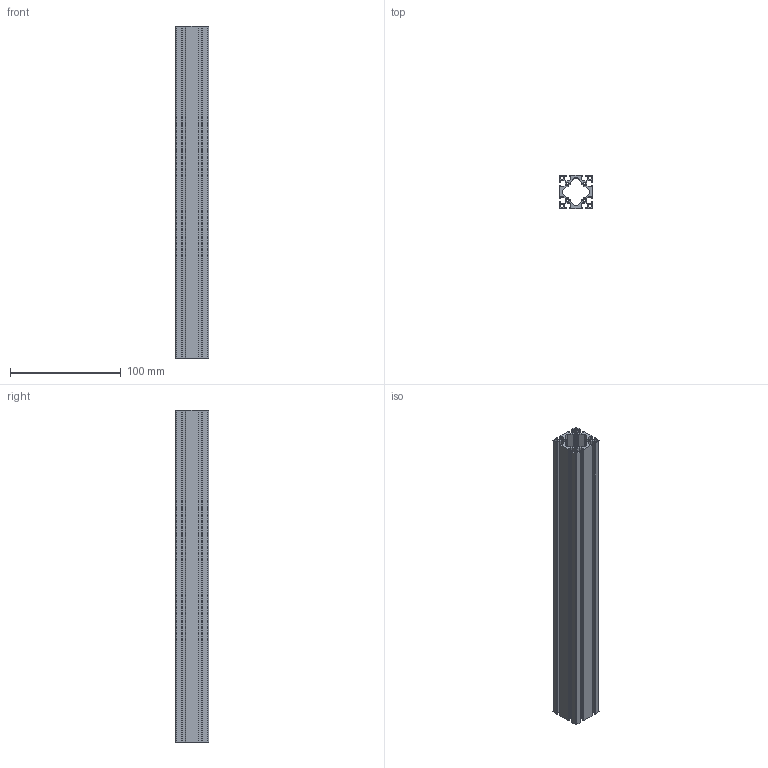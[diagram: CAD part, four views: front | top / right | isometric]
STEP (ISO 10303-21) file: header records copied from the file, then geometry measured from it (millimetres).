
FILE_DESCRIPTION(/* description */ (''),/* implementation_level */ '2;1');
FILE_NAME(/* name */ 'LDO_153030.step',/* time_stamp */ '2025-06-12T18:28:00-04:00',/* author */ (''),/* organization */ (''),/* preprocessor_version */ 'ST-DEVELOPER v20.1',/* originating_system */ 'Autodesk Translation Framework v14.10.0.0',/* authorisation */ '');
FILE_SCHEMA (('AUTOMOTIVE_DESIGN { 1 0 10303 214 3 1 1 }'));
Length unit declared in the file: millimetre
Products named in the file (1): LDO-153030 Cube
Bounding box: 30 x 30 x 300 mm (x, y, z)
Volume: 82744.9 mm3; surface area: 110892.8 mm2
Topology: 1 solids, 1 shells, 158 faces, 468 edges, 312 vertices
Faces by surface type: plane 106, cylinder 52
Full cylindrical faces by diameter (mm): 3 x4
Entity records: 5329 total; most frequent: CARTESIAN_POINT 939, ORIENTED_EDGE 936, DIRECTION 890, EDGE_CURVE 468, LINE 364, VECTOR 364, VERTEX_POINT 312, AXIS2_PLACEMENT_3D 263
